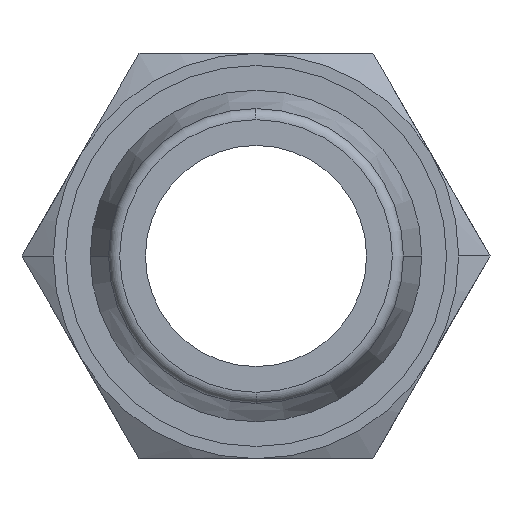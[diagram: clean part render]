
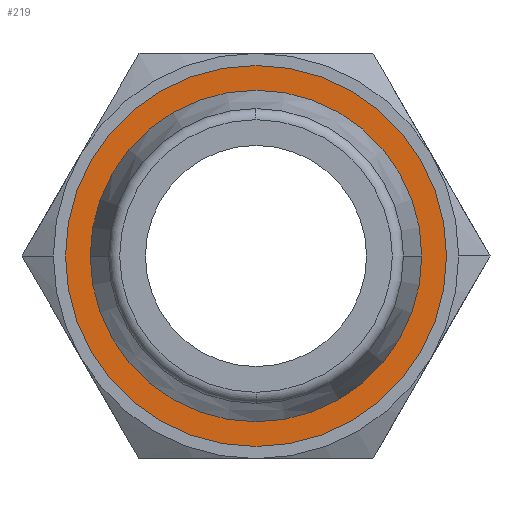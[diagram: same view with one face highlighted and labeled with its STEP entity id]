
A CAD part, front view. The second image highlights one B-rep face of the part: STEP entity #219.
In plain terms, the highlighted planar face has unit normal (0, -1, 0).
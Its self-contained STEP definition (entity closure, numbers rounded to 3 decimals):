
#219=ADVANCED_FACE('',(#472,#473),#474,.T.);
#472=FACE_OUTER_BOUND('',#757,.T.);
#473=FACE_BOUND('',#758,.T.);
#474=PLANE('',#759);
#757=EDGE_LOOP('',(#1292,#1293));
#758=EDGE_LOOP('',(#1294,#1295));
#759=AXIS2_PLACEMENT_3D('',#1296,#1297,#1298);
#1292=ORIENTED_EDGE('',*,*,#1814,.T.);
#1293=ORIENTED_EDGE('',*,*,#1819,.T.);
#1294=ORIENTED_EDGE('',*,*,#1820,.F.);
#1295=ORIENTED_EDGE('',*,*,#1669,.F.);
#1296=CARTESIAN_POINT('',(0.0,14.0,0.0));
#1297=DIRECTION('',(0.0,-1.0,0.0));
#1298=DIRECTION('',(-1.0,0.0,0.0));
#1669=EDGE_CURVE('',#1984,#1986,#1987,.T.);
#1814=EDGE_CURVE('',#2181,#2186,#2188,.T.);
#1819=EDGE_CURVE('',#2186,#2181,#2193,.T.);
#1820=EDGE_CURVE('',#1986,#1984,#2194,.T.);
#1984=VERTEX_POINT('',#2393);
#1986=VERTEX_POINT('',#2396);
#1987=CIRCLE('',#2397,4.5);
#2181=VERTEX_POINT('',#2797);
#2186=VERTEX_POINT('',#2803);
#2188=CIRCLE('',#2806,5.17);
#2193=CIRCLE('',#2811,5.17);
#2194=CIRCLE('',#2812,4.5);
#2393=CARTESIAN_POINT('',(4.5,14.0,0.));
#2396=CARTESIAN_POINT('',(-4.5,14.0,0.));
#2397=AXIS2_PLACEMENT_3D('',#3083,#3084,#3085);
#2797=CARTESIAN_POINT('',(5.17,14.0,0.0));
#2803=CARTESIAN_POINT('',(-5.17,14.0,0.));
#2806=AXIS2_PLACEMENT_3D('',#3270,#3271,#3272);
#2811=AXIS2_PLACEMENT_3D('',#3276,#3277,#3278);
#2812=AXIS2_PLACEMENT_3D('',#3279,#3280,#3281);
#3083=CARTESIAN_POINT('',(0.0,14.0,0.0));
#3084=DIRECTION('',(0.0,-1.0,0.0));
#3085=DIRECTION('',(1.0,0.0,0.0));
#3270=CARTESIAN_POINT('',(0.0,14.0,0.0));
#3271=DIRECTION('',(0.0,-1.0,0.0));
#3272=DIRECTION('',(1.0,0.0,0.0));
#3276=CARTESIAN_POINT('',(0.0,14.0,0.0));
#3277=DIRECTION('',(0.0,-1.0,0.0));
#3278=DIRECTION('',(1.0,0.0,0.0));
#3279=CARTESIAN_POINT('',(0.0,14.0,0.0));
#3280=DIRECTION('',(0.0,-1.0,0.0));
#3281=DIRECTION('',(1.0,0.0,0.0));
